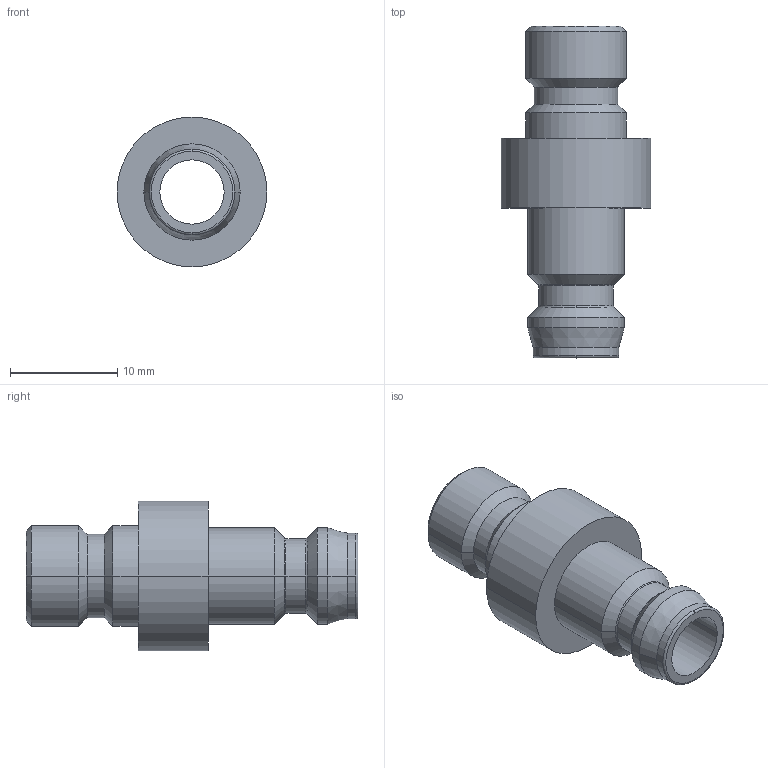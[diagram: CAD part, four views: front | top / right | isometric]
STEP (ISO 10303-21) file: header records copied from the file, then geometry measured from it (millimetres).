
FILE_DESCRIPTION(('STEP AP214'),'1');
FILE_NAME('esdm-eshm.stp','2020-04-22T06:12:35',('TraceParts'),('TraceParts S.A.'),'Spatial InterOp 3D',' ',' ');
FILE_SCHEMA(('automotive_design'));
Length unit declared in the file: millimetre
Products named in the file (1): 1
Bounding box: 14 x 31 x 14 mm (x, y, z)
Volume: 1584.9 mm3; surface area: 1806.2 mm2
Topology: 1 solids, 1 shells, 40 faces, 91 edges, 55 vertices
Faces by surface type: cylinder 18, cone 12, torus 6, plane 4
Entity records: 1480 total; most frequent: DIRECTION 234, CARTESIAN_POINT 187, ORIENTED_EDGE 182, AXIS2_PLACEMENT_3D 102, EDGE_CURVE 91, CIRCLE 61, VERTEX_POINT 55, EDGE_LOOP 44
